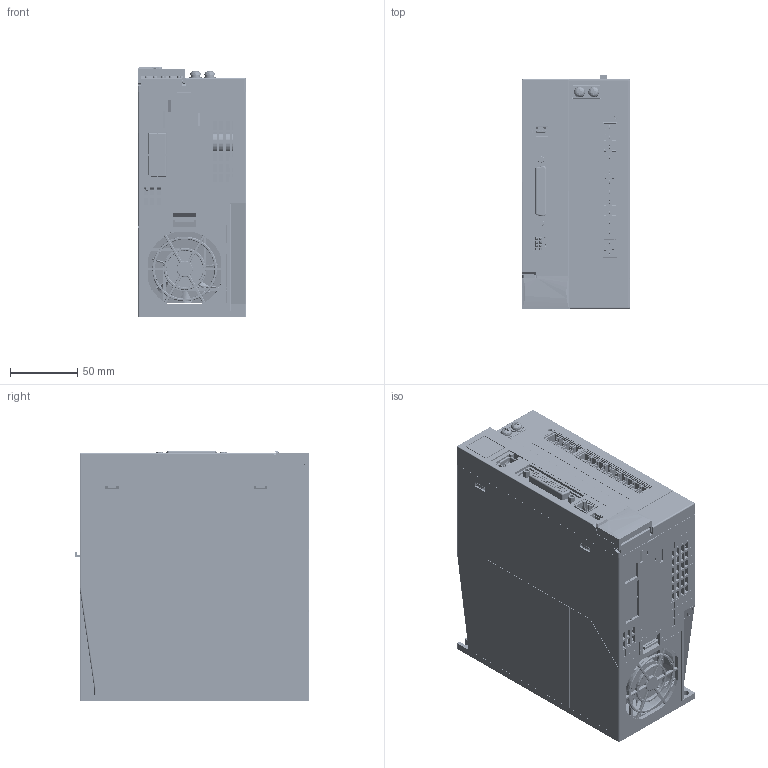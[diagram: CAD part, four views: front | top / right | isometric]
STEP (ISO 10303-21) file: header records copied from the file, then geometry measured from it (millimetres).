
FILE_DESCRIPTION((''),'2;1');
FILE_NAME('X4-3000-EA','2023-07-14T15:37:21',('cheny'),('Invt'),'CREO PARAMETRIC BY PTC INC, 2020053','CREO PARAMETRIC BY PTC INC, 2020053','');
FILE_SCHEMA(('CONFIG_CONTROL_DESIGN'));
Products named in the file (1): X4-3000-EA
Bounding box: 80.2 x 173.3 x 186 mm (x, y, z)
Volume: 1844184.3 mm3; surface area: 409700.4 mm2
Topology: 5 solids, 99 shells, 9712 faces, 26996 edges, 17857 vertices
Faces by surface type: plane 7818, cylinder 1600, bspline 112, torus 77, cone 52, sphere 46, extrusion 7
Entity records: 315732 total; most frequent: CARTESIAN_POINT 64553, ORIENTED_EDGE 53023, DIRECTION 49038, EDGE_CURVE 26971, VECTOR 22644, LINE 22637, VERTEX_POINT 17855, AXIS2_PLACEMENT_3D 13197
